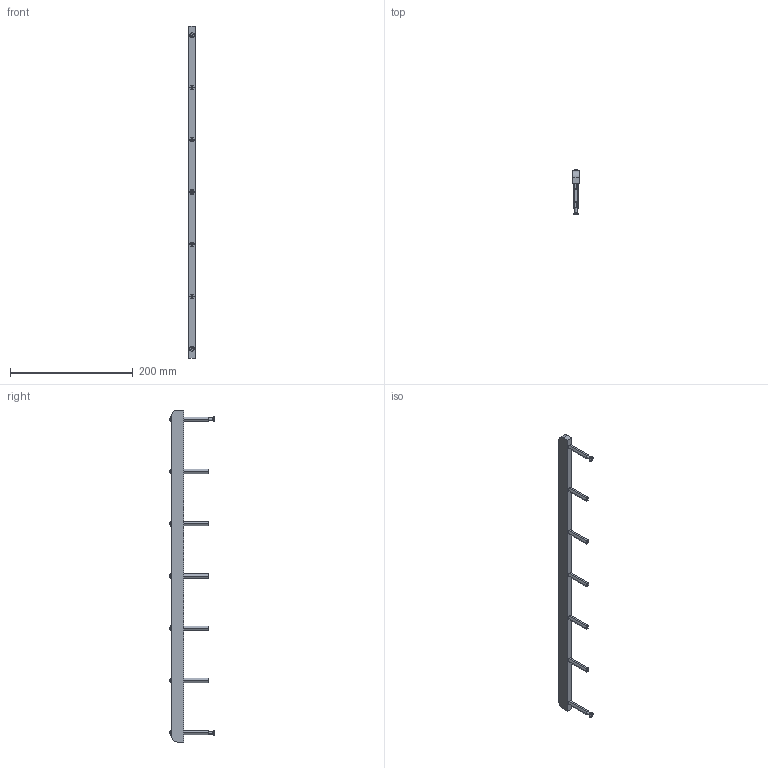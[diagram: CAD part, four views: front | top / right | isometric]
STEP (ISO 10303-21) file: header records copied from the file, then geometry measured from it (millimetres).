
FILE_DESCRIPTION (( 'STEP AP214' ), '1' );
FILE_NAME ('INGUN_46863.STEP', '2020-09-03T06:46:27', ( '' ), ( '' ), 'SwSTEP 2.0', 'SolidWorks 2018', '' );
FILE_SCHEMA (( 'AUTOMOTIVE_DESIGN' ));
Length unit declared in the file: millimetre
Products named in the file (5): SKB-II~-s-k-i-i_M4,0x40 St; INGUN_46863; ISO7380~n_M04,0x030; 46864~0_S; DIN965~n_M04,0x020
Assembly tree (17 placements, depth 2):
  INGUN_46863
    46864~0_S
    SKB-II~-s-k-i-i_M4,0x40 St  x7
    ISO7380~n_M04,0x030  x7
    DIN965~n_M04,0x020  x2
Bounding box: 10 x 72 x 540 mm (x, y, z)
Volume: 120007.9 mm3; surface area: 47281.9 mm2
Topology: 17 solids, 17 shells, 495 faces, 1239 edges, 780 vertices
Faces by surface type: cylinder 199, cone 162, plane 120, torus 14
Entity records: 3527 total; most frequent: CARTESIAN_POINT 631, DIRECTION 605, ORIENTED_EDGE 526, EDGE_CURVE 263, AXIS2_PLACEMENT_3D 240, VERTEX_POINT 170, EDGE_LOOP 125, VECTOR 125
